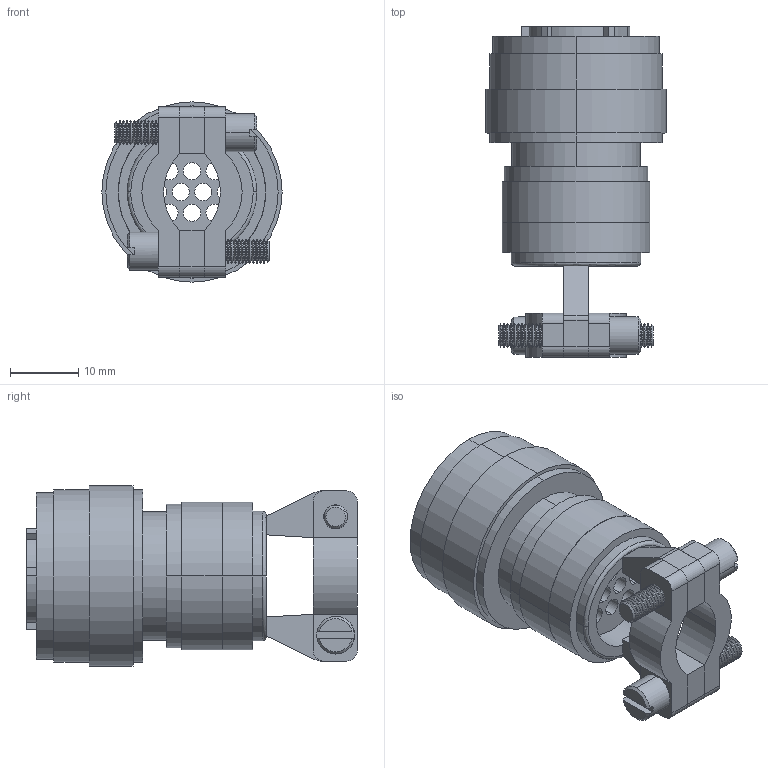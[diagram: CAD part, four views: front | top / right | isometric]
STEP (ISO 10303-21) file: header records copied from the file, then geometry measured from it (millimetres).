
FILE_DESCRIPTION (( 'STEP AP203' ), '1' );
FILE_NAME ('A8275-3-CN.STEP', '2014-04-07T16:40:29', ( '' ), ( '' ), 'SwSTEP 2.0', 'SolidWorks 2014', '' );
FILE_SCHEMA (( 'CONFIG_CONTROL_DESIGN' ));
Length unit declared in the file: inch
Products named in the file (1): A8275-3-CN
Bounding box: 26.39 x 48.41 x 26.39 mm (x, y, z)
Volume: 12601.1 mm3; surface area: 11236 mm2
Topology: 8 solids, 8 shells, 413 faces, 976 edges, 591 vertices
Faces by surface type: cylinder 190, cone 126, plane 95, bspline 2
Entity records: 12024 total; most frequent: DIRECTION 2269, CARTESIAN_POINT 2053, ORIENTED_EDGE 1952, EDGE_CURVE 976, AXIS2_PLACEMENT_3D 895, VERTEX_POINT 591, CIRCLE 483, LINE 479
